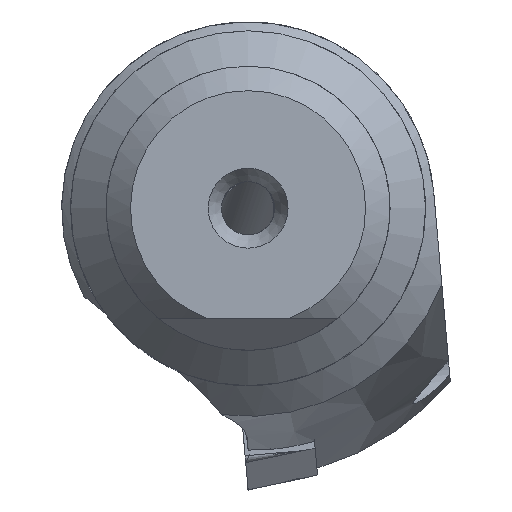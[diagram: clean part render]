
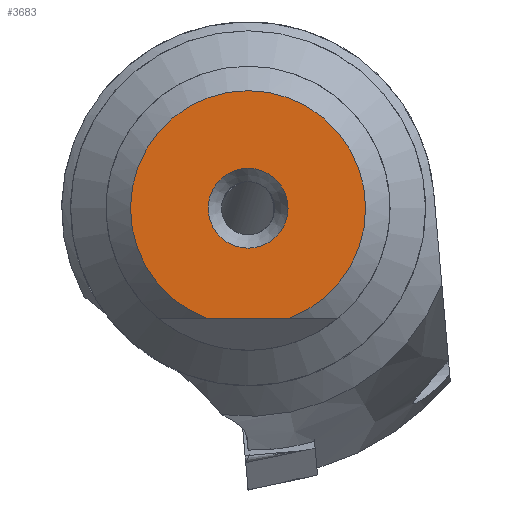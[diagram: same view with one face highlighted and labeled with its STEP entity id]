
A CAD part, left-side view. The second image highlights one B-rep face of the part: STEP entity #3683.
In plain terms, the highlighted planar face has unit normal (-1, 0, 0).
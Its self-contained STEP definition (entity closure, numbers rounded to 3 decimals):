
#92 = FACE_OUTER_BOUND ( 'NONE', #2589, .T. ) ;
#303 = FACE_BOUND ( 'NONE', #1260, .T. ) ;
#435 = VERTEX_POINT ( 'NONE', #914 ) ;
#598 = PLANE ( 'NONE',  #3802 ) ;
#914 = CARTESIAN_POINT ( 'NONE',  ( 0., 2.335, -6.2 ) ) ;
#1006 = DIRECTION ( 'NONE',  ( 0., 0., -1. ) ) ;
#1218 = CARTESIAN_POINT ( 'NONE',  ( 0., 2.25, 0. ) ) ;
#1260 = EDGE_LOOP ( 'NONE', ( #3482 ) ) ;
#1328 = ORIENTED_EDGE ( 'NONE', *, *, #2562, .T. ) ;
#1415 = DIRECTION ( 'NONE',  ( 0., -1., 0. ) ) ;
#1528 = DIRECTION ( 'NONE',  ( 1., 0., 0. ) ) ;
#1715 = LINE ( 'NONE', #3561, #3310 ) ;
#1854 = DIRECTION ( 'NONE',  ( 0., 0., 1. ) ) ;
#1899 = EDGE_CURVE ( 'NONE', #1952, #1952, #2724, .T. ) ;
#1952 = VERTEX_POINT ( 'NONE', #3870 ) ;
#2399 = AXIS2_PLACEMENT_3D ( 'NONE', #2536, #2549, #2559 ) ;
#2458 = CARTESIAN_POINT ( 'NONE',  ( 0., 0., 0. ) ) ;
#2524 = VERTEX_POINT ( 'NONE', #3322 ) ;
#2536 = CARTESIAN_POINT ( 'NONE',  ( 0., 0., 0. ) ) ;
#2549 = DIRECTION ( 'NONE',  ( -1., 0., 0. ) ) ;
#2559 = DIRECTION ( 'NONE',  ( 0., 0., 1. ) ) ;
#2562 = EDGE_CURVE ( 'NONE', #435, #2524, #1715, .T. ) ;
#2589 = EDGE_LOOP ( 'NONE', ( #2704, #1328 ) ) ;
#2704 = ORIENTED_EDGE ( 'NONE', *, *, #3145, .T. ) ;
#2724 = CIRCLE ( 'NONE', #2399, 2.25 ) ;
#3145 = EDGE_CURVE ( 'NONE', #2524, #435, #3445, .T. ) ;
#3310 = VECTOR ( 'NONE', #1415, 1000. ) ;
#3322 = CARTESIAN_POINT ( 'NONE',  ( 0., -2.335, -6.2 ) ) ;
#3445 = CIRCLE ( 'NONE', #3968, 6.625 ) ;
#3482 = ORIENTED_EDGE ( 'NONE', *, *, #1899, .F. ) ;
#3561 = CARTESIAN_POINT ( 'NONE',  ( 0., 2.25, -6.2 ) ) ;
#3668 = DIRECTION ( 'NONE',  ( -1., 0., 0. ) ) ;
#3683 = ADVANCED_FACE ( 'NONE', ( #303, #92 ), #598, .F. ) ;
#3802 = AXIS2_PLACEMENT_3D ( 'NONE', #1218, #1528, #1006 ) ;
#3870 = CARTESIAN_POINT ( 'NONE',  ( 0., 0., 2.25 ) ) ;
#3968 = AXIS2_PLACEMENT_3D ( 'NONE', #2458, #3668, #1854 ) ;
